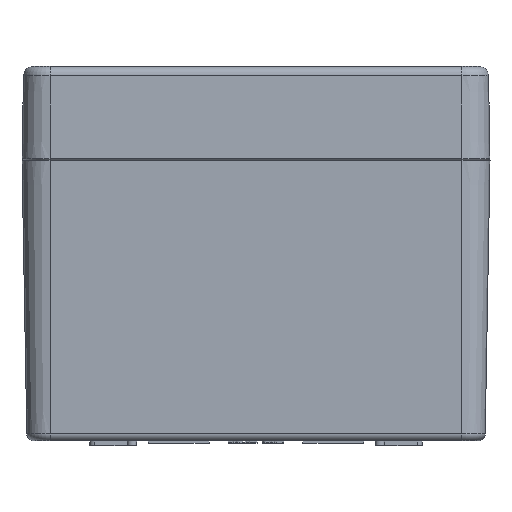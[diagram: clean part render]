
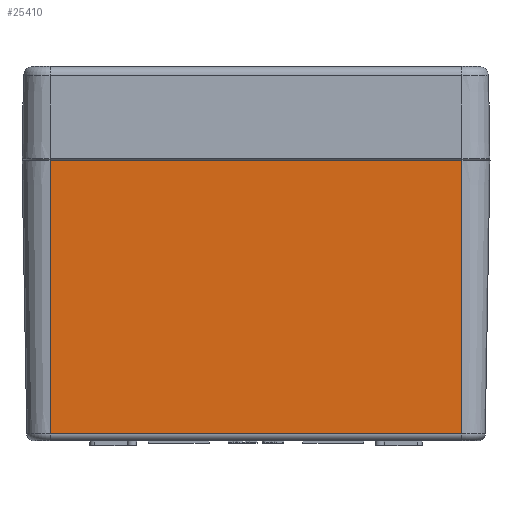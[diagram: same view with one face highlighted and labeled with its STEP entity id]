
A CAD part, left-side view. The second image highlights one B-rep face of the part: STEP entity #25410.
In plain terms, the highlighted planar face has unit normal (-1, 0, -0.018).
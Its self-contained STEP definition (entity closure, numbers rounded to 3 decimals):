
#184=CARTESIAN_POINT('',(-100.0,44.0,0.0));
#185=VERTEX_POINT('',#184);
#193=CARTESIAN_POINT('',(-100.0,-44.0,0.0));
#194=VERTEX_POINT('',#193);
#195=CARTESIAN_POINT('',(-100.0,44.0,0.0));
#196=DIRECTION('',(0.0,-1.0,0.0));
#197=VECTOR('',#196,88.0);
#198=LINE('',#195,#197);
#199=EDGE_CURVE('',#185,#194,#198,.T.);
#25300=CARTESIAN_POINT('',(-98.978,44.0,-58.526));
#25301=VERTEX_POINT('',#25300);
#25326=CARTESIAN_POINT('',(-98.978,-44.0,-58.526));
#25327=VERTEX_POINT('',#25326);
#25335=CARTESIAN_POINT('',(-98.978,-44.0,-58.526));
#25336=DIRECTION('',(0.0,1.0,0.0));
#25337=VECTOR('',#25336,88.0);
#25338=LINE('',#25335,#25337);
#25339=EDGE_CURVE('',#25327,#25301,#25338,.T.);
#25389=CARTESIAN_POINT('',(-100.0,44.0,0.0));
#25390=DIRECTION('',(-1.,0.0,-0.017));
#25391=DIRECTION('',(0.0,1.0,0.0));
#25392=AXIS2_PLACEMENT_3D('',#25389,#25390,#25391);
#25393=PLANE('',#25392);
#25394=ORIENTED_EDGE('',*,*,#25339,.F.);
#25395=CARTESIAN_POINT('',(-100.0,-44.0,0.0));
#25396=DIRECTION('',(0.017,0.0,-1.));
#25397=VECTOR('',#25396,58.535);
#25398=LINE('',#25395,#25397);
#25399=EDGE_CURVE('',#194,#25327,#25398,.T.);
#25400=ORIENTED_EDGE('',*,*,#25399,.F.);
#25401=ORIENTED_EDGE('',*,*,#199,.F.);
#25402=CARTESIAN_POINT('',(-100.0,44.0,0.0));
#25403=DIRECTION('',(0.017,0.0,-1.));
#25404=VECTOR('',#25403,58.535);
#25405=LINE('',#25402,#25404);
#25406=EDGE_CURVE('',#185,#25301,#25405,.T.);
#25407=ORIENTED_EDGE('',*,*,#25406,.T.);
#25408=EDGE_LOOP('',(#25394,#25400,#25401,#25407));
#25409=FACE_OUTER_BOUND('',#25408,.T.);
#25410=ADVANCED_FACE('',(#25409),#25393,.T.);
